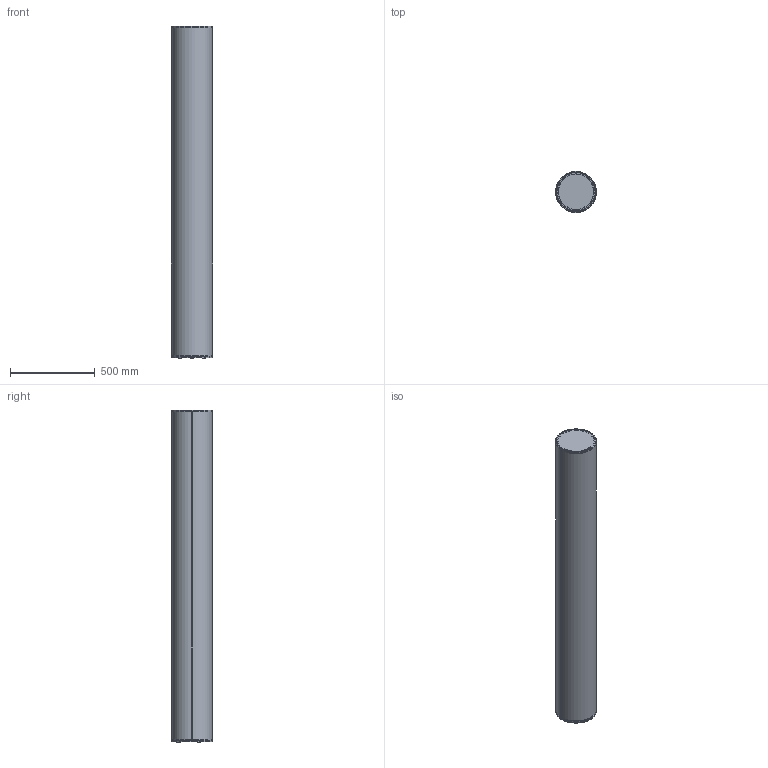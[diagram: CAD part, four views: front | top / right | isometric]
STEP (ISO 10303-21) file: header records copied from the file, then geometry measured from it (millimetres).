
FILE_DESCRIPTION(/* description */ ('Unknown'),/* implementation_level */ '2;1');
FILE_NAME(/* name */ '8910',/* time_stamp */ '2019-09-20T15:46:08+02:00',/* author */ ('Unknown'),/* organization */ ('Unknown'),/* preprocessor_version */ 'ST-DEVELOPER v16.7',/* originating_system */ 'DEX',/* authorisation */ $);
FILE_SCHEMA (('AUTOMOTIVE_DESIGN {1 0 10303 214 3 1 1}'));
Length unit declared in the file: millimetre
Products named in the file (9): 8910-8911; 065000019351 ; LL17054M058; LL17054M072; 061000295713; 210000094012; 151001474064; 062000155359; R2447-9
Assembly tree (18 placements, depth 3):
  8910-8911
    065000019351 
      LL17054M058  x2
      LL17054M072  x2
      061000295713  x2
    210000094012  x6
    151001474064
    062000155359
    R2447-9  x3
Bounding box: 242.99 x 241 x 1959 mm (x, y, z)
Volume: 4890043.8 mm3; surface area: 3338038.9 mm2
Topology: 17 solids, 17 shells, 370 faces, 936 edges, 612 vertices
Faces by surface type: plane 172, cylinder 149, cone 33, torus 16
Full cylindrical faces by diameter (mm): 2.6 x12, 2.693 x6, 3 x6, 3.5 x6, 4.5 x3, 5.5 x6, 20 x3, 208 x2, 225 x1, 228 x2, 231 x2, 238 x2, 241 x2
Entity records: 4906 total; most frequent: DIRECTION 860, CARTESIAN_POINT 759, ORIENTED_EDGE 668, AXIS2_PLACEMENT_3D 351, EDGE_CURVE 334, VERTEX_POINT 250, FACE_BOUND 234, EDGE_LOOP 228
